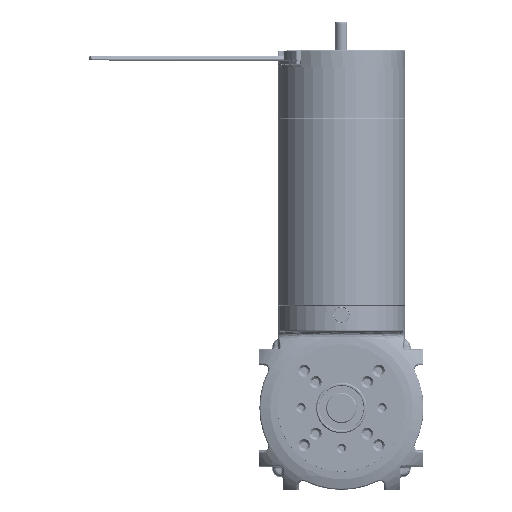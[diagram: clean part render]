
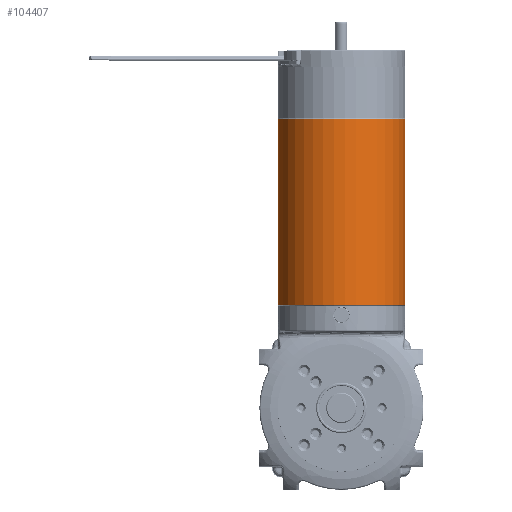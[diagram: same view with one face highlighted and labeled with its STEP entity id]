
A CAD part, left-side view. The second image highlights one B-rep face of the part: STEP entity #104407.
In plain terms, the highlighted cylindrical face has radius 31.5 mm (diameter 63 mm), a full revolution.
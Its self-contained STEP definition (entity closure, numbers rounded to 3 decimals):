
#2514=B_SPLINE_CURVE_WITH_KNOTS('',3,(#154283,#154284,#154285,#154286,#154287,
#154288,#154289,#154290,#154291,#154292),.UNSPECIFIED.,.F.,.F.,(4,2,2,2,
4),(0.603,0.679,0.754,0.83,
0.905),.UNSPECIFIED.);
#2517=B_SPLINE_CURVE_WITH_KNOTS('',3,(#154333,#154334,#154335,#154336,#154337,
#154338,#154339,#154340,#154341,#154342),.UNSPECIFIED.,.F.,.F.,(4,2,2,2,
4),(-0.301,-0.226,-0.151,-0.075,
0.),.UNSPECIFIED.);
#2519=B_SPLINE_CURVE_WITH_KNOTS('',3,(#154359,#154360,#154361,#154362,#154363,
#154364,#154365,#154366,#154367,#154368),.UNSPECIFIED.,.F.,.F.,(4,2,2,2,
4),(0.302,0.377,0.453,0.528,
0.603),.UNSPECIFIED.);
#2521=B_SPLINE_CURVE_WITH_KNOTS('',3,(#154389,#154390,#154391,#154392,#154393,
#154394,#154395,#154396,#154397,#154398),.UNSPECIFIED.,.F.,.F.,(4,2,2,2,
4),(0.,0.075,0.151,0.226,0.301),
 .UNSPECIFIED.);
#8537=LINE('',#154185,#15062);
#8539=LINE('',#154191,#15064);
#9258=LINE('',#157719,#15783);
#9259=LINE('',#157721,#15784);
#15062=VECTOR('',#120423,9.);
#15064=VECTOR('',#120427,9.);
#15783=VECTOR('',#123546,46.);
#15784=VECTOR('',#123549,46.);
#21836=FACE_BOUND('',#32223,.T.);
#21837=FACE_BOUND('',#32224,.T.);
#21838=FACE_BOUND('',#32225,.T.);
#25595=FACE_OUTER_BOUND('',#32222,.T.);
#32222=EDGE_LOOP('',(#80640));
#32223=EDGE_LOOP('',(#80641,#80642,#80643,#80644));
#32224=EDGE_LOOP('',(#80645,#80646,#80647,#80648,#80649,#80650,#80651,#80652));
#32225=EDGE_LOOP('',(#80653));
#36232=CIRCLE('',#108178,31.5);
#36247=CIRCLE('',#108243,31.5);
#36248=CIRCLE('',#108245,31.5);
#36254=CIRCLE('',#108273,31.5);
#36256=CIRCLE('',#108278,31.5);
#37725=CIRCLE('',#113124,31.5);
#41084=VERTEX_POINT('',#153775);
#41148=VERTEX_POINT('',#154178);
#41151=VERTEX_POINT('',#154183);
#41153=VERTEX_POINT('',#154188);
#41154=VERTEX_POINT('',#154190);
#41168=VERTEX_POINT('',#154281);
#41169=VERTEX_POINT('',#154282);
#41176=VERTEX_POINT('',#154327);
#41177=VERTEX_POINT('',#154331);
#41180=VERTEX_POINT('',#154356);
#41181=VERTEX_POINT('',#154358);
#41183=VERTEX_POINT('',#154373);
#41185=VERTEX_POINT('',#154388);
#45856=VERTEX_POINT('',#181050);
#50530=EDGE_CURVE('',#41084,#41084,#36232,.T.);
#50622=EDGE_CURVE('',#41148,#41151,#8537,.T.);
#50624=EDGE_CURVE('',#41154,#41153,#8539,.T.);
#50628=EDGE_CURVE('',#41151,#41154,#36247,.T.);
#50629=EDGE_CURVE('',#41153,#41148,#36248,.T.);
#50655=EDGE_CURVE('',#41168,#41169,#2514,.T.);
#50665=EDGE_CURVE('',#41169,#41176,#36254,.T.);
#50667=EDGE_CURVE('',#41176,#41177,#2517,.T.);
#50670=EDGE_CURVE('',#41181,#41180,#2519,.T.);
#50673=EDGE_CURVE('',#41183,#41181,#36256,.T.);
#50676=EDGE_CURVE('',#41185,#41183,#2521,.T.);
#52135=EDGE_CURVE('',#41180,#41168,#9258,.T.);
#52136=EDGE_CURVE('',#41177,#41185,#9259,.T.);
#57966=EDGE_CURVE('',#45856,#45856,#37725,.T.);
#80640=ORIENTED_EDGE('',*,*,#50530,.T.);
#80641=ORIENTED_EDGE('',*,*,#50624,.T.);
#80642=ORIENTED_EDGE('',*,*,#50629,.T.);
#80643=ORIENTED_EDGE('',*,*,#50622,.T.);
#80644=ORIENTED_EDGE('',*,*,#50628,.T.);
#80645=ORIENTED_EDGE('',*,*,#50670,.T.);
#80646=ORIENTED_EDGE('',*,*,#52135,.T.);
#80647=ORIENTED_EDGE('',*,*,#50655,.T.);
#80648=ORIENTED_EDGE('',*,*,#50665,.T.);
#80649=ORIENTED_EDGE('',*,*,#50667,.T.);
#80650=ORIENTED_EDGE('',*,*,#52136,.T.);
#80651=ORIENTED_EDGE('',*,*,#50676,.T.);
#80652=ORIENTED_EDGE('',*,*,#50673,.T.);
#80653=ORIENTED_EDGE('',*,*,#57966,.F.);
#94538=CYLINDRICAL_SURFACE('',#113126,31.5);
#104407=ADVANCED_FACE('',(#25595,#21836,#21837,#21838),#94538,.T.);
#108178=AXIS2_PLACEMENT_3D('',#153776,#120265,#120266);
#108243=AXIS2_PLACEMENT_3D('',#154197,#120434,#120435);
#108245=AXIS2_PLACEMENT_3D('',#154199,#120438,#120439);
#108273=AXIS2_PLACEMENT_3D('',#154329,#120513,#120514);
#108278=AXIS2_PLACEMENT_3D('',#154374,#120526,#120527);
#113124=AXIS2_PLACEMENT_3D('',#181051,#134710,#134711);
#113126=AXIS2_PLACEMENT_3D('',#181054,#134714,#134715);
#120265=DIRECTION('center_axis',(0.,0.,
1.));
#120266=DIRECTION('ref_axis',(-0.707,0.707,0.));
#120423=DIRECTION('',(0.,0.,1.));
#120427=DIRECTION('',(0.,0.,-1.));
#120434=DIRECTION('center_axis',(0.,0.,
1.));
#120435=DIRECTION('ref_axis',(-0.282,-0.96,0.));
#120438=DIRECTION('center_axis',(0.,0.,
-1.));
#120439=DIRECTION('ref_axis',(-0.282,-0.96,0.));
#120513=DIRECTION('center_axis',(0.,0.,
1.));
#120514=DIRECTION('ref_axis',(-0.282,-0.96,0.));
#120526=DIRECTION('center_axis',(0.,0.,
-1.));
#120527=DIRECTION('ref_axis',(-0.282,-0.96,0.));
#123546=DIRECTION('',(0.,0.,1.));
#123549=DIRECTION('',(0.,0.,-1.));
#134710=DIRECTION('center_axis',(0.,0.,
1.));
#134711=DIRECTION('ref_axis',(-0.707,0.707,0.));
#134714=DIRECTION('center_axis',(0.,0.,
1.));
#134715=DIRECTION('ref_axis',(-0.282,-0.96,0.));
#153775=CARTESIAN_POINT('',(6.032,-30.226,50.7));
#153776=CARTESIAN_POINT('Origin',(14.9,0.,50.7));
#154178=CARTESIAN_POINT('',(46.364,1.499,59.9));
#154183=CARTESIAN_POINT('',(46.364,1.499,68.9));
#154185=CARTESIAN_POINT('',(46.364,1.499,95.65));
#154188=CARTESIAN_POINT('',(44.98,9.353,59.9));
#154190=CARTESIAN_POINT('',(44.98,9.353,68.9));
#154191=CARTESIAN_POINT('',(44.98,9.353,95.65));
#154197=CARTESIAN_POINT('Origin',(14.9,0.,68.9));
#154199=CARTESIAN_POINT('Origin',(14.9,0.,59.9));
#154281=CARTESIAN_POINT('',(45.629,-6.926,118.4));
#154282=CARTESIAN_POINT('',(46.007,-4.961,120.4));
#154283=CARTESIAN_POINT('Ctrl Pts',(45.629,-6.926,
118.4));
#154284=CARTESIAN_POINT('Ctrl Pts',(45.629,-6.926,
118.651));
#154285=CARTESIAN_POINT('Ctrl Pts',(45.64,-6.877,
118.919));
#154286=CARTESIAN_POINT('Ctrl Pts',(45.684,-6.678,119.412));
#154287=CARTESIAN_POINT('Ctrl Pts',(45.717,-6.527,
119.637));
#154288=CARTESIAN_POINT('Ctrl Pts',(45.789,-6.179,
119.992));
#154289=CARTESIAN_POINT('Ctrl Pts',(45.832,-5.958,
120.146));
#154290=CARTESIAN_POINT('Ctrl Pts',(45.922,-5.473,
120.35));
#154291=CARTESIAN_POINT('Ctrl Pts',(45.967,-5.209,120.4));
#154292=CARTESIAN_POINT('Ctrl Pts',(46.007,-4.961,
120.4));
#154327=CARTESIAN_POINT('',(42.434,15.301,120.4));
#154329=CARTESIAN_POINT('Origin',(14.9,0.,120.4));
#154331=CARTESIAN_POINT('',(41.407,17.018,118.4));
#154333=CARTESIAN_POINT('Ctrl Pts',(42.434,15.301,120.4));
#154334=CARTESIAN_POINT('Ctrl Pts',(42.312,15.521,120.4));
#154335=CARTESIAN_POINT('Ctrl Pts',(42.179,15.753,120.35));
#154336=CARTESIAN_POINT('Ctrl Pts',(41.929,16.178,120.146));
#154337=CARTESIAN_POINT('Ctrl Pts',(41.812,16.371,119.992));
#154338=CARTESIAN_POINT('Ctrl Pts',(41.626,16.673,119.637));
#154339=CARTESIAN_POINT('Ctrl Pts',(41.544,16.804,119.412));
#154340=CARTESIAN_POINT('Ctrl Pts',(41.434,16.976,118.919));
#154341=CARTESIAN_POINT('Ctrl Pts',(41.407,17.018,118.651));
#154342=CARTESIAN_POINT('Ctrl Pts',(41.407,17.018,118.4));
#154356=CARTESIAN_POINT('',(45.629,-6.926,72.4));
#154358=CARTESIAN_POINT('',(46.007,-4.961,70.4));
#154359=CARTESIAN_POINT('Ctrl Pts',(46.007,-4.961,
70.4));
#154360=CARTESIAN_POINT('Ctrl Pts',(45.967,-5.209,
70.4));
#154361=CARTESIAN_POINT('Ctrl Pts',(45.922,-5.473,
70.45));
#154362=CARTESIAN_POINT('Ctrl Pts',(45.832,-5.958,
70.654));
#154363=CARTESIAN_POINT('Ctrl Pts',(45.789,-6.179,
70.808));
#154364=CARTESIAN_POINT('Ctrl Pts',(45.717,-6.527,
71.163));
#154365=CARTESIAN_POINT('Ctrl Pts',(45.684,-6.678,
71.388));
#154366=CARTESIAN_POINT('Ctrl Pts',(45.64,-6.877,
71.881));
#154367=CARTESIAN_POINT('Ctrl Pts',(45.629,-6.926,
72.149));
#154368=CARTESIAN_POINT('Ctrl Pts',(45.629,-6.926,
72.4));
#154373=CARTESIAN_POINT('',(42.434,15.301,70.4));
#154374=CARTESIAN_POINT('Origin',(14.9,0.,70.4));
#154388=CARTESIAN_POINT('',(41.407,17.018,72.4));
#154389=CARTESIAN_POINT('Ctrl Pts',(41.407,17.018,72.4));
#154390=CARTESIAN_POINT('Ctrl Pts',(41.407,17.018,72.149));
#154391=CARTESIAN_POINT('Ctrl Pts',(41.434,16.976,71.881));
#154392=CARTESIAN_POINT('Ctrl Pts',(41.544,16.804,71.388));
#154393=CARTESIAN_POINT('Ctrl Pts',(41.626,16.673,71.163));
#154394=CARTESIAN_POINT('Ctrl Pts',(41.812,16.371,70.808));
#154395=CARTESIAN_POINT('Ctrl Pts',(41.929,16.178,70.654));
#154396=CARTESIAN_POINT('Ctrl Pts',(42.179,15.753,70.45));
#154397=CARTESIAN_POINT('Ctrl Pts',(42.312,15.521,70.4));
#154398=CARTESIAN_POINT('Ctrl Pts',(42.434,15.301,70.4));
#157719=CARTESIAN_POINT('',(45.629,-6.926,95.65));
#157721=CARTESIAN_POINT('',(41.407,17.018,95.65));
#181050=CARTESIAN_POINT('',(6.032,-30.226,142.6));
#181051=CARTESIAN_POINT('Origin',(14.9,0.,142.6));
#181054=CARTESIAN_POINT('Origin',(14.9,0.,95.65));
